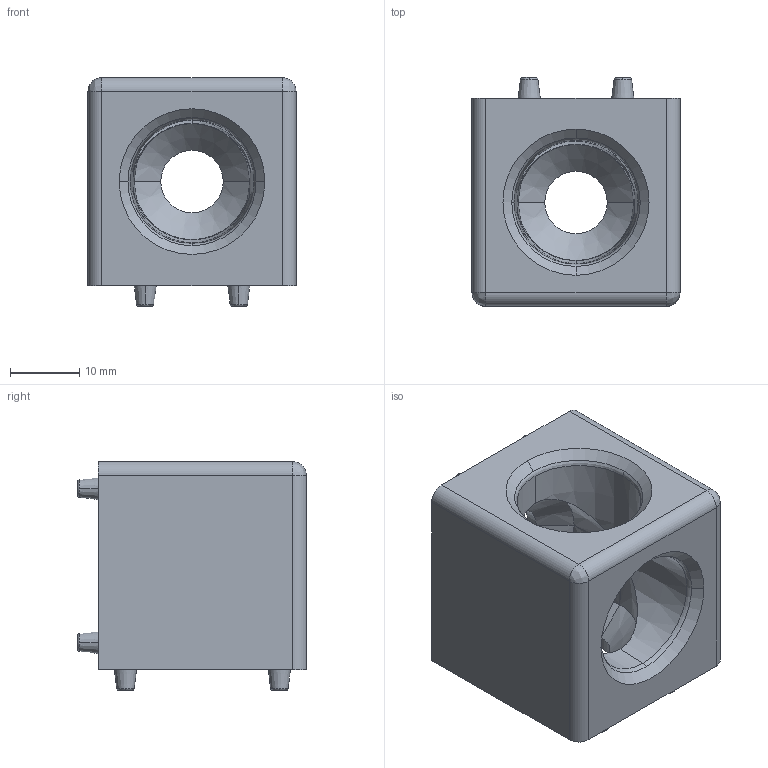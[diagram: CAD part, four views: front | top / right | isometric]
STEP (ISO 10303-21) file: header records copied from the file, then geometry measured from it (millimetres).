
FILE_DESCRIPTION (( 'STEP AP214' ), '1' );
FILE_NAME ('6128060', '2019-01-28T15:48:06', ( '' ), ('JUGARD+KÜNSTNER GmbH'), 'SwSTEP 2.0', 'SolidWorks 2017', '' );
FILE_SCHEMA (( 'AUTOMOTIVE_DESIGN' ));
Length unit declared in the file: millimetre
Products named in the file (1): 6128060
Bounding box: 30 x 33 x 33 mm (x, y, z)
Volume: 17148.3 mm3; surface area: 6767.1 mm2
Topology: 1 solids, 1 shells, 80 faces, 203 edges, 129 vertices
Faces by surface type: cone 32, bspline 22, plane 17, cylinder 9
Entity records: 2910 total; most frequent: CARTESIAN_POINT 1002, ORIENTED_EDGE 402, DIRECTION 400, EDGE_CURVE 201, AXIS2_PLACEMENT_3D 169, VERTEX_POINT 129, CIRCLE 110, EDGE_LOOP 92
